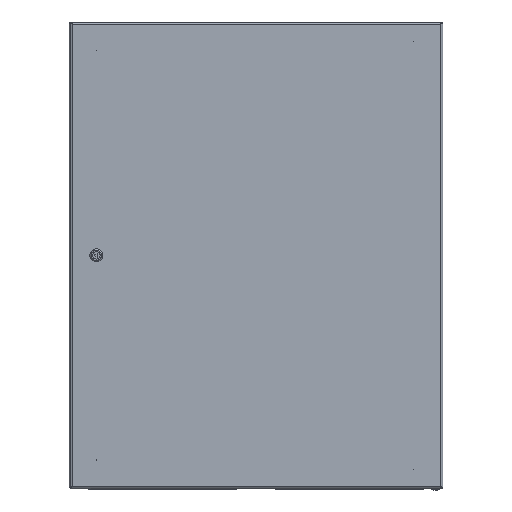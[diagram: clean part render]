
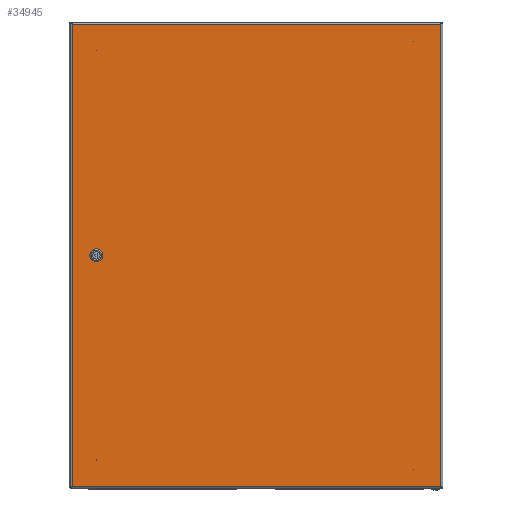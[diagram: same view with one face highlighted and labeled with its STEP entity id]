
A CAD part, top view. The second image highlights one B-rep face of the part: STEP entity #34945.
In plain terms, the highlighted face is planar.
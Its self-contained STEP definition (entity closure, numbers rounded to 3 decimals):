
#1646 = AXIS2_PLACEMENT_3D ( 'NONE', #44725, #74182, #51071 ) ;
#1675 = VECTOR ( 'NONE', #76279, 1000. ) ;
#2523 = LINE ( 'NONE', #57914, #78558 ) ;
#2704 = CARTESIAN_POINT ( 'NONE',  ( 347.137, 10.25, -1.4 ) ) ;
#2867 = DIRECTION ( 'NONE',  ( 0., -1., 0. ) ) ;
#3331 = LINE ( 'NONE', #56346, #1675 ) ;
#3586 = CARTESIAN_POINT ( 'NONE',  ( 394.4, 2991., -1.4 ) ) ;
#5675 = ORIENTED_EDGE ( 'NONE', *, *, #34952, .T. ) ;
#7016 = CARTESIAN_POINT ( 'NONE',  ( 332.25, 4.637, -1.4 ) ) ;
#7692 = LINE ( 'NONE', #13680, #44778 ) ;
#8864 = ORIENTED_EDGE ( 'NONE', *, *, #51678, .T. ) ;
#9363 = ORIENTED_EDGE ( 'NONE', *, *, #29644, .T. ) ;
#9823 = CARTESIAN_POINT ( 'NONE',  ( 342.5, 0., -1.4 ) ) ;
#11195 = EDGE_LOOP ( 'NONE', ( #15864, #69963, #53584, #73943 ) ) ;
#11399 = CARTESIAN_POINT ( 'NONE',  ( 352.75, 4.637, -1.4 ) ) ;
#13680 = CARTESIAN_POINT ( 'NONE',  ( 2492.5, 495.4, -1.4 ) ) ;
#13879 = ORIENTED_EDGE ( 'NONE', *, *, #21964, .T. ) ;
#14777 = EDGE_CURVE ( 'NONE', #71315, #22030, #2523, .T. ) ;
#14893 = CARTESIAN_POINT ( 'NONE',  ( -394.4, -495.4, -1.4 ) ) ;
#15186 = CARTESIAN_POINT ( 'NONE',  ( 394.4, -495.4, -1.4 ) ) ;
#15864 = ORIENTED_EDGE ( 'NONE', *, *, #22609, .F. ) ;
#17045 = DIRECTION ( 'NONE',  ( 0., 0., 1. ) ) ;
#17921 = VERTEX_POINT ( 'NONE', #26144 ) ;
#20058 = AXIS2_PLACEMENT_3D ( 'NONE', #78389, #17045, #47351 ) ;
#21964 = EDGE_CURVE ( 'NONE', #17921, #41838, #46133, .T. ) ;
#22030 = VERTEX_POINT ( 'NONE', #33396 ) ;
#22609 = EDGE_CURVE ( 'NONE', #52997, #47274, #38373, .T. ) ;
#24912 = DIRECTION ( 'NONE',  ( 1., 0., 0. ) ) ;
#26144 = CARTESIAN_POINT ( 'NONE',  ( 352.75, -4.637, -1.4 ) ) ;
#26876 = DIRECTION ( 'NONE',  ( 1., 0., 0. ) ) ;
#27010 = ORIENTED_EDGE ( 'NONE', *, *, #63474, .T. ) ;
#27641 = DIRECTION ( 'NONE',  ( -1., 0., 0. ) ) ;
#27688 = CARTESIAN_POINT ( 'NONE',  ( 332.25, -4.637, -1.4 ) ) ;
#28411 = CIRCLE ( 'NONE', #72902, 11.25 ) ;
#29413 = DIRECTION ( 'NONE',  ( 1., 0., 0. ) ) ;
#29644 = EDGE_CURVE ( 'NONE', #46340, #55253, #52863, .T. ) ;
#30093 = LINE ( 'NONE', #35698, #51898 ) ;
#31161 = CARTESIAN_POINT ( 'NONE',  ( 337.863, -10.25, -1.4 ) ) ;
#31299 = CARTESIAN_POINT ( 'NONE',  ( 342.5, 0., -1.4 ) ) ;
#31869 = EDGE_CURVE ( 'NONE', #70892, #71498, #39896, .T. ) ;
#32278 = EDGE_CURVE ( 'NONE', #70892, #52997, #7692, .T. ) ;
#33396 = CARTESIAN_POINT ( 'NONE',  ( 347.137, -10.25, -1.4 ) ) ;
#34945 = ADVANCED_FACE ( 'NONE', ( #64886, #35017 ), #60052, .F. ) ;
#34952 = EDGE_CURVE ( 'NONE', #48460, #71315, #46806, .T. ) ;
#35017 = FACE_BOUND ( 'NONE', #78672, .T. ) ;
#35698 = CARTESIAN_POINT ( 'NONE',  ( 332.25, 4.637, -1.4 ) ) ;
#37625 = CARTESIAN_POINT ( 'NONE',  ( 394.4, 495.4, -1.4 ) ) ;
#38373 = LINE ( 'NONE', #45165, #71545 ) ;
#39896 = LINE ( 'NONE', #3586, #43648 ) ;
#41485 = CIRCLE ( 'NONE', #78378, 11.25 ) ;
#41838 = VERTEX_POINT ( 'NONE', #11399 ) ;
#43648 = VECTOR ( 'NONE', #65355, 1000. ) ;
#44444 = DIRECTION ( 'NONE',  ( 0., 0., 1. ) ) ;
#44725 = CARTESIAN_POINT ( 'NONE',  ( 342.5, 0., -1.4 ) ) ;
#44778 = VECTOR ( 'NONE', #27641, 1000. ) ;
#45165 = CARTESIAN_POINT ( 'NONE',  ( -394.4, 2991., -1.4 ) ) ;
#45745 = DIRECTION ( 'NONE',  ( 0., 1., 0. ) ) ;
#46133 = LINE ( 'NONE', #76394, #73816 ) ;
#46340 = VERTEX_POINT ( 'NONE', #2704 ) ;
#46806 = CIRCLE ( 'NONE', #20058, 11.25 ) ;
#47274 = VERTEX_POINT ( 'NONE', #14893 ) ;
#47351 = DIRECTION ( 'NONE',  ( 1., 0., 0. ) ) ;
#47381 = ORIENTED_EDGE ( 'NONE', *, *, #61938, .T. ) ;
#48460 = VERTEX_POINT ( 'NONE', #27688 ) ;
#48502 = CARTESIAN_POINT ( 'NONE',  ( 337.863, 10.25, -1.4 ) ) ;
#51071 = DIRECTION ( 'NONE',  ( 1., 0., 0. ) ) ;
#51170 = CARTESIAN_POINT ( 'NONE',  ( -394.4, 495.4, -1.4 ) ) ;
#51348 = VERTEX_POINT ( 'NONE', #7016 ) ;
#51678 = EDGE_CURVE ( 'NONE', #51348, #48460, #30093, .T. ) ;
#51898 = VECTOR ( 'NONE', #78697, 1000. ) ;
#52457 = DIRECTION ( 'NONE',  ( 0., 0., 1. ) ) ;
#52863 = LINE ( 'NONE', #77177, #77067 ) ;
#52997 = VERTEX_POINT ( 'NONE', #51170 ) ;
#53584 = ORIENTED_EDGE ( 'NONE', *, *, #31869, .T. ) ;
#54076 = DIRECTION ( 'NONE',  ( 0., 0., 1. ) ) ;
#54307 = DIRECTION ( 'NONE',  ( 1., 0., 0. ) ) ;
#55253 = VERTEX_POINT ( 'NONE', #48502 ) ;
#56346 = CARTESIAN_POINT ( 'NONE',  ( 2492.5, -495.4, -1.4 ) ) ;
#57914 = CARTESIAN_POINT ( 'NONE',  ( 347.137, -10.25, -1.4 ) ) ;
#59343 = ORIENTED_EDGE ( 'NONE', *, *, #75608, .T. ) ;
#60052 = PLANE ( 'NONE',  #64662 ) ;
#60467 = EDGE_CURVE ( 'NONE', #71498, #47274, #3331, .T. ) ;
#61938 = EDGE_CURVE ( 'NONE', #22030, #17921, #28411, .T. ) ;
#62473 = ORIENTED_EDGE ( 'NONE', *, *, #14777, .T. ) ;
#63474 = EDGE_CURVE ( 'NONE', #41838, #46340, #41485, .T. ) ;
#64662 = AXIS2_PLACEMENT_3D ( 'NONE', #65279, #54076, #29413 ) ;
#64886 = FACE_OUTER_BOUND ( 'NONE', #11195, .T. ) ;
#65279 = CARTESIAN_POINT ( 'NONE',  ( 0., 0., -1.4 ) ) ;
#65355 = DIRECTION ( 'NONE',  ( 0., -1., 0. ) ) ;
#69094 = CIRCLE ( 'NONE', #1646, 11.25 ) ;
#69963 = ORIENTED_EDGE ( 'NONE', *, *, #32278, .F. ) ;
#70892 = VERTEX_POINT ( 'NONE', #37625 ) ;
#71198 = DIRECTION ( 'NONE',  ( -1., 0., 0. ) ) ;
#71315 = VERTEX_POINT ( 'NONE', #31161 ) ;
#71498 = VERTEX_POINT ( 'NONE', #15186 ) ;
#71545 = VECTOR ( 'NONE', #2867, 1000. ) ;
#72902 = AXIS2_PLACEMENT_3D ( 'NONE', #9823, #52457, #54307 ) ;
#73816 = VECTOR ( 'NONE', #45745, 1000. ) ;
#73943 = ORIENTED_EDGE ( 'NONE', *, *, #60467, .T. ) ;
#74182 = DIRECTION ( 'NONE',  ( 0., 0., 1. ) ) ;
#75608 = EDGE_CURVE ( 'NONE', #55253, #51348, #69094, .T. ) ;
#76279 = DIRECTION ( 'NONE',  ( -1., 0., 0. ) ) ;
#76394 = CARTESIAN_POINT ( 'NONE',  ( 352.75, 4.637, -1.4 ) ) ;
#77067 = VECTOR ( 'NONE', #71198, 1000. ) ;
#77177 = CARTESIAN_POINT ( 'NONE',  ( 347.137, 10.25, -1.4 ) ) ;
#78378 = AXIS2_PLACEMENT_3D ( 'NONE', #31299, #44444, #24912 ) ;
#78389 = CARTESIAN_POINT ( 'NONE',  ( 342.5, 0., -1.4 ) ) ;
#78558 = VECTOR ( 'NONE', #26876, 1000. ) ;
#78672 = EDGE_LOOP ( 'NONE', ( #59343, #8864, #5675, #62473, #47381, #13879, #27010, #9363 ) ) ;
#78697 = DIRECTION ( 'NONE',  ( 0., -1., 0. ) ) ;
